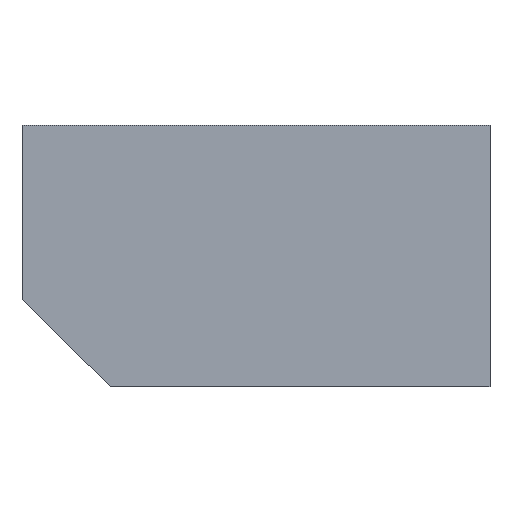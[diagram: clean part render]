
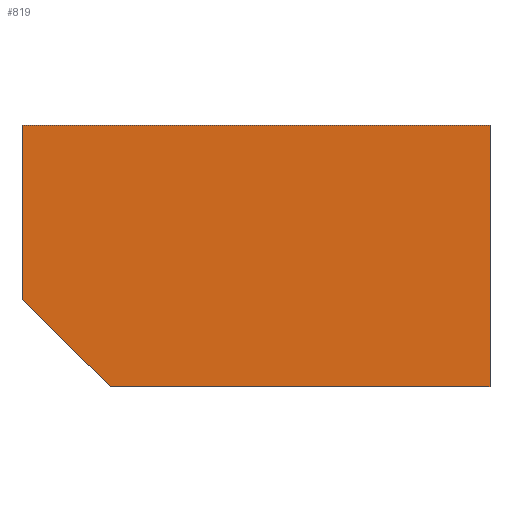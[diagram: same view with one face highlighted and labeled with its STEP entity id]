
A CAD part, front view. The second image highlights one B-rep face of the part: STEP entity #819.
In plain terms, the highlighted planar face has unit normal (0, -1, 0).
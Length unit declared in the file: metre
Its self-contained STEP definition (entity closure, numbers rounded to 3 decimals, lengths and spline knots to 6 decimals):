
#19=LINE('',#1164,#116);
#23=LINE('',#1173,#120);
#24=LINE('',#1175,#121);
#25=LINE('',#1177,#122);
#26=LINE('',#1179,#123);
#116=VECTOR('',#945,1.);
#120=VECTOR('',#951,1.);
#121=VECTOR('',#952,1.);
#122=VECTOR('',#953,1.);
#123=VECTOR('',#954,1.);
#219=ORIENTED_EDGE('',*,*,#445,.F.);
#220=ORIENTED_EDGE('',*,*,#441,.F.);
#221=ORIENTED_EDGE('',*,*,#446,.F.);
#222=ORIENTED_EDGE('',*,*,#447,.T.);
#223=ORIENTED_EDGE('',*,*,#448,.F.);
#441=EDGE_CURVE('',#554,#555,#19,.T.);
#445=EDGE_CURVE('',#555,#558,#23,.T.);
#446=EDGE_CURVE('',#559,#554,#24,.T.);
#447=EDGE_CURVE('',#559,#560,#25,.T.);
#448=EDGE_CURVE('',#558,#560,#26,.T.);
#554=VERTEX_POINT('',#1165);
#555=VERTEX_POINT('',#1166);
#558=VERTEX_POINT('',#1174);
#559=VERTEX_POINT('',#1176);
#560=VERTEX_POINT('',#1178);
#649=EDGE_LOOP('',(#219,#220,#221,#222,#223));
#716=FACE_BOUND('',#649,.T.);
#781=PLANE('',#879);
#819=ADVANCED_FACE('',(#716),#781,.F.);
#879=AXIS2_PLACEMENT_3D('',#1172,#949,#950);
#945=DIRECTION('',(0.,0.,-1.));
#949=DIRECTION('',(0.,1.,0.));
#950=DIRECTION('',(0.,0.,1.));
#951=DIRECTION('',(-1.,0.,0.));
#952=DIRECTION('',(1.,0.,0.));
#953=DIRECTION('',(0.,0.,-1.));
#954=DIRECTION('',(-0.711,0.,0.703));
#1164=CARTESIAN_POINT('',(0.009866,-0.01325,0.015));
#1165=CARTESIAN_POINT('',(0.009866,-0.01325,0.015));
#1166=CARTESIAN_POINT('',(0.009866,-0.01325,0.006));
#1172=CARTESIAN_POINT('',(0.001816,-0.01325,0.015));
#1173=CARTESIAN_POINT('',(0.001816,-0.01325,0.006));
#1174=CARTESIAN_POINT('',(-0.0032,-0.01325,0.006));
#1175=CARTESIAN_POINT('',(0.001816,-0.01325,0.015));
#1176=CARTESIAN_POINT('',(-0.006234,-0.01325,0.015));
#1177=CARTESIAN_POINT('',(-0.006234,-0.01325,0.015));
#1178=CARTESIAN_POINT('',(-0.006234,-0.01325,0.009));
#1179=CARTESIAN_POINT('',(-0.001684,-0.01325,0.0045));
